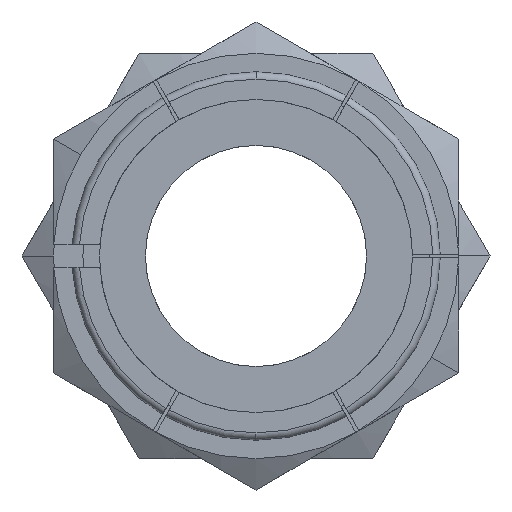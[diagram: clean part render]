
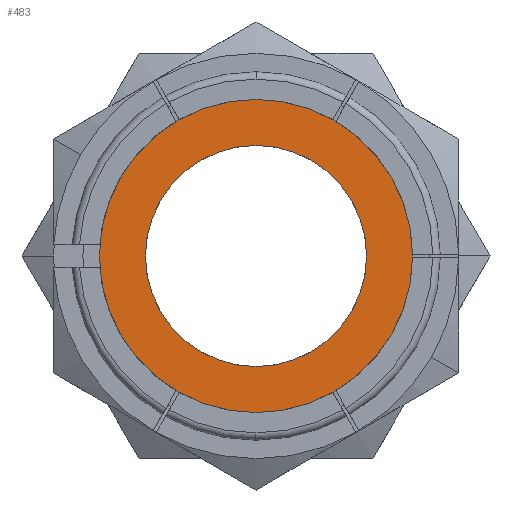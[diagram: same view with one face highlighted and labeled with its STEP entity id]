
A CAD part, left-side view. The second image highlights one B-rep face of the part: STEP entity #483.
In plain terms, the highlighted planar face has unit normal (-1, 0, 0).
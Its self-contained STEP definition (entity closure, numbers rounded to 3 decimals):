
#483=ADVANCED_FACE('',(#965,#966),#967,.T.);
#965=FACE_BOUND('',#1444,.T.);
#966=FACE_OUTER_BOUND('',#1445,.T.);
#967=PLANE('',#1446);
#1444=EDGE_LOOP('',(#2850,#2851));
#1445=EDGE_LOOP('',(#2852,#2853));
#1446=AXIS2_PLACEMENT_3D('',#2854,#2855,#2856);
#2850=ORIENTED_EDGE('',*,*,#3421,.T.);
#2851=ORIENTED_EDGE('',*,*,#3357,.T.);
#2852=ORIENTED_EDGE('',*,*,#3338,.F.);
#2853=ORIENTED_EDGE('',*,*,#3423,.F.);
#2854=CARTESIAN_POINT('',(-19.0,4.25,0.0));
#2855=DIRECTION('',(-1.0,0.0,0.0));
#2856=DIRECTION('',(0.0,-1.0,0.0));
#3338=EDGE_CURVE('',#4110,#4113,#4114,.T.);
#3357=EDGE_CURVE('',#4128,#4148,#4150,.T.);
#3421=EDGE_CURVE('',#4148,#4128,#4234,.T.);
#3423=EDGE_CURVE('',#4113,#4110,#4236,.T.);
#4110=VERTEX_POINT('',#6210);
#4113=VERTEX_POINT('',#6214);
#4114=CIRCLE('',#6215,8.5);
#4128=VERTEX_POINT('',#6230);
#4148=VERTEX_POINT('',#6255);
#4150=CIRCLE('',#6258,6.0);
#4234=CIRCLE('',#6370,6.0);
#4236=CIRCLE('',#6372,8.5);
#6210=CARTESIAN_POINT('',(-19.0,8.5,0.0));
#6214=CARTESIAN_POINT('',(-19.0,-8.5,0.));
#6215=AXIS2_PLACEMENT_3D('',#6856,#6857,#6858);
#6230=CARTESIAN_POINT('',(-19.0,0.,-6.0));
#6255=CARTESIAN_POINT('',(-19.0,0.,6.0));
#6258=AXIS2_PLACEMENT_3D('',#6896,#6897,#6898);
#6370=AXIS2_PLACEMENT_3D('',#6969,#6970,#6971);
#6372=AXIS2_PLACEMENT_3D('',#6972,#6973,#6974);
#6856=CARTESIAN_POINT('',(-19.0,0.0,0.0));
#6857=DIRECTION('',(1.0,0.0,0.0));
#6858=DIRECTION('',(0.0,1.0,0.0));
#6896=CARTESIAN_POINT('',(-19.0,0.0,0.0));
#6897=DIRECTION('',(1.0,0.0,0.0));
#6898=DIRECTION('',(0.0,0.0,-1.0));
#6969=CARTESIAN_POINT('',(-19.0,0.0,0.0));
#6970=DIRECTION('',(1.0,0.0,0.0));
#6971=DIRECTION('',(0.0,0.0,-1.0));
#6972=CARTESIAN_POINT('',(-19.0,0.0,0.0));
#6973=DIRECTION('',(1.0,0.0,0.0));
#6974=DIRECTION('',(0.0,1.0,0.0));
